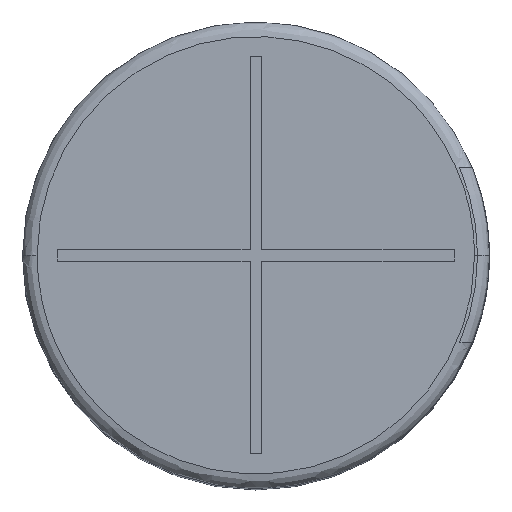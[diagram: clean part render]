
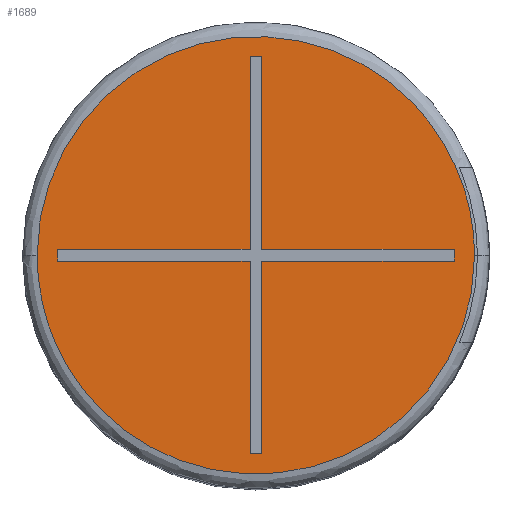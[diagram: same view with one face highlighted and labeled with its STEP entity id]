
A CAD part, top view. The second image highlights one B-rep face of the part: STEP entity #1689.
In plain terms, the highlighted planar face has unit normal (0, 0, 1).
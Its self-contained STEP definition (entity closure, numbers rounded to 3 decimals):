
#41 = EDGE_CURVE ( 'NONE', #3775, #1825, #46, .T. ) ;
#46 = LINE ( 'NONE', #548, #1880 ) ;
#48 = CARTESIAN_POINT ( 'NONE',  ( 7.5, 0., 27.5 ) ) ;
#53 = CARTESIAN_POINT ( 'NONE',  ( 0., 0.2, 27.5 ) ) ;
#146 = VERTEX_POINT ( 'NONE', #1823 ) ;
#148 = EDGE_CURVE ( 'NONE', #146, #681, #1265, .T. ) ;
#150 = DIRECTION ( 'NONE',  ( 1., 0., 0. ) ) ;
#160 = EDGE_LOOP ( 'NONE', ( #2847, #3988 ) ) ;
#233 = CARTESIAN_POINT ( 'NONE',  ( 0., -6.8, 27.5 ) ) ;
#243 = VERTEX_POINT ( 'NONE', #1175 ) ;
#254 = EDGE_CURVE ( 'NONE', #2525, #146, #1654, .T. ) ;
#318 = LINE ( 'NONE', #907, #809 ) ;
#327 = DIRECTION ( 'NONE',  ( 0., 1., 0. ) ) ;
#334 = ORIENTED_EDGE ( 'NONE', *, *, #1241, .F. ) ;
#442 = VECTOR ( 'NONE', #3990, 1000. ) ;
#461 = FACE_OUTER_BOUND ( 'NONE', #160, .T. ) ;
#519 = VECTOR ( 'NONE', #583, 1000. ) ;
#548 = CARTESIAN_POINT ( 'NONE',  ( -0.2, 0., 27.5 ) ) ;
#554 = DIRECTION ( 'NONE',  ( 1., 0., 0. ) ) ;
#583 = DIRECTION ( 'NONE',  ( 0., 1., 0. ) ) ;
#595 = CARTESIAN_POINT ( 'NONE',  ( 0.2, 0., 27.5 ) ) ;
#643 = VERTEX_POINT ( 'NONE', #1341 ) ;
#678 = ORIENTED_EDGE ( 'NONE', *, *, #41, .F. ) ;
#681 = VERTEX_POINT ( 'NONE', #3795 ) ;
#705 = CARTESIAN_POINT ( 'NONE',  ( -6.8, -0.2, 27.5 ) ) ;
#709 = VECTOR ( 'NONE', #3468, 1000. ) ;
#779 = CARTESIAN_POINT ( 'NONE',  ( 0., 6.8, 27.5 ) ) ;
#789 = CARTESIAN_POINT ( 'NONE',  ( 6.8, 0.2, 27.5 ) ) ;
#809 = VECTOR ( 'NONE', #1527, 1000. ) ;
#907 = CARTESIAN_POINT ( 'NONE',  ( -6.8, 0., 27.5 ) ) ;
#984 = CARTESIAN_POINT ( 'NONE',  ( -0.2, 0.2, 27.5 ) ) ;
#1039 = VECTOR ( 'NONE', #2674, 1000. ) ;
#1053 = VERTEX_POINT ( 'NONE', #3757 ) ;
#1109 = CARTESIAN_POINT ( 'NONE',  ( 6.8, -0.2, 27.5 ) ) ;
#1143 = ORIENTED_EDGE ( 'NONE', *, *, #254, .F. ) ;
#1159 = CARTESIAN_POINT ( 'NONE',  ( 0.2, 6.8, 27.5 ) ) ;
#1167 = VERTEX_POINT ( 'NONE', #1109 ) ;
#1171 = EDGE_CURVE ( 'NONE', #1167, #2165, #3719, .T. ) ;
#1175 = CARTESIAN_POINT ( 'NONE',  ( -6.8, 0.2, 27.5 ) ) ;
#1193 = EDGE_LOOP ( 'NONE', ( #1315, #3887, #1143, #3815, #3508, #334, #1405, #678, #2013, #3585, #3478, #2737 ) ) ;
#1241 = EDGE_CURVE ( 'NONE', #243, #1526, #318, .T. ) ;
#1265 = LINE ( 'NONE', #595, #442 ) ;
#1286 = LINE ( 'NONE', #2269, #709 ) ;
#1315 = ORIENTED_EDGE ( 'NONE', *, *, #2944, .F. ) ;
#1341 = CARTESIAN_POINT ( 'NONE',  ( -0.2, -0.2, 27.5 ) ) ;
#1372 = VECTOR ( 'NONE', #3656, 1000. ) ;
#1405 = ORIENTED_EDGE ( 'NONE', *, *, #3488, .F. ) ;
#1462 = EDGE_CURVE ( 'NONE', #2165, #2176, #1286, .T. ) ;
#1463 = DIRECTION ( 'NONE',  ( 0., -1., 0. ) ) ;
#1513 = CARTESIAN_POINT ( 'NONE',  ( 0.2, 0., 27.5 ) ) ;
#1526 = VERTEX_POINT ( 'NONE', #705 ) ;
#1527 = DIRECTION ( 'NONE',  ( 0., -1., 0. ) ) ;
#1538 = CARTESIAN_POINT ( 'NONE',  ( 0., 0., 27.5 ) ) ;
#1543 = CARTESIAN_POINT ( 'NONE',  ( 7.5, -15., 27.5 ) ) ;
#1554 = VECTOR ( 'NONE', #554, 1000. ) ;
#1618 = CARTESIAN_POINT ( 'NONE',  ( -7.5, 0., 27.5 ) ) ;
#1621 = CARTESIAN_POINT ( 'NONE',  ( 0., -0.2, 27.5 ) ) ;
#1654 = LINE ( 'NONE', #233, #1554 ) ;
#1666 = EDGE_CURVE ( 'NONE', #2176, #2887, #3916, .T. ) ;
#1689 = ADVANCED_FACE ( 'NONE', ( #2287, #461 ), #3389, .F. ) ;
#1819 =( BOUNDED_CURVE ( )  B_SPLINE_CURVE ( 3, ( #3379, #1543, #1829, #2132 ),
 .UNSPECIFIED., .F., .T. ) 
 B_SPLINE_CURVE_WITH_KNOTS ( ( 4, 4 ),
 ( 0., 0.5 ),
 .UNSPECIFIED. ) 
 CURVE ( )  GEOMETRIC_REPRESENTATION_ITEM ( )  RATIONAL_B_SPLINE_CURVE ( ( 1., 0.333, 0.333, 1. ) ) 
 REPRESENTATION_ITEM ( '' )  );
#1821 = CARTESIAN_POINT ( 'NONE',  ( 0.2, 0.2, 27.5 ) ) ;
#1823 = CARTESIAN_POINT ( 'NONE',  ( 0.2, -6.8, 27.5 ) ) ;
#1825 = VERTEX_POINT ( 'NONE', #984 ) ;
#1829 = CARTESIAN_POINT ( 'NONE',  ( -7.5, -15., 27.5 ) ) ;
#1857 = VECTOR ( 'NONE', #3328, 1000. ) ;
#1878 = VERTEX_POINT ( 'NONE', #3823 ) ;
#1880 = VECTOR ( 'NONE', #2044, 1000. ) ;
#1971 = EDGE_CURVE ( 'NONE', #2887, #3775, #2683, .T. ) ;
#2013 = ORIENTED_EDGE ( 'NONE', *, *, #1971, .F. ) ;
#2044 = DIRECTION ( 'NONE',  ( 0., -1., 0. ) ) ;
#2132 = CARTESIAN_POINT ( 'NONE',  ( -7.5, 0., 27.5 ) ) ;
#2165 = VERTEX_POINT ( 'NONE', #789 ) ;
#2176 = VERTEX_POINT ( 'NONE', #1821 ) ;
#2181 = DIRECTION ( 'NONE',  ( 0., 0., -1. ) ) ;
#2209 = AXIS2_PLACEMENT_3D ( 'NONE', #1538, #2181, #327 ) ;
#2213 = CARTESIAN_POINT ( 'NONE',  ( 7.5, 15., 27.5 ) ) ;
#2221 = DIRECTION ( 'NONE',  ( -1., 0., 0. ) ) ;
#2269 = CARTESIAN_POINT ( 'NONE',  ( 0., 0.2, 27.5 ) ) ;
#2287 = FACE_BOUND ( 'NONE', #1193, .T. ) ;
#2302 = CARTESIAN_POINT ( 'NONE',  ( -0.2, -6.8, 27.5 ) ) ;
#2312 = CARTESIAN_POINT ( 'NONE',  ( -0.2, 6.8, 27.5 ) ) ;
#2350 = EDGE_CURVE ( 'NONE', #1053, #1878, #3418, .T. ) ;
#2525 = VERTEX_POINT ( 'NONE', #2302 ) ;
#2569 = CARTESIAN_POINT ( 'NONE',  ( -7.5, 15., 27.5 ) ) ;
#2674 = DIRECTION ( 'NONE',  ( -1., 0., 0. ) ) ;
#2683 = LINE ( 'NONE', #779, #1039 ) ;
#2686 = LINE ( 'NONE', #1621, #1372 ) ;
#2737 = ORIENTED_EDGE ( 'NONE', *, *, #1171, .F. ) ;
#2847 = ORIENTED_EDGE ( 'NONE', *, *, #3254, .F. ) ;
#2887 = VERTEX_POINT ( 'NONE', #1159 ) ;
#2944 = EDGE_CURVE ( 'NONE', #681, #1167, #2686, .T. ) ;
#2991 = EDGE_CURVE ( 'NONE', #1526, #643, #3136, .T. ) ;
#3136 = LINE ( 'NONE', #3216, #3714 ) ;
#3149 = EDGE_CURVE ( 'NONE', #643, #2525, #3340, .T. ) ;
#3207 = VECTOR ( 'NONE', #2221, 1000. ) ;
#3216 = CARTESIAN_POINT ( 'NONE',  ( 0., -0.2, 27.5 ) ) ;
#3234 = VECTOR ( 'NONE', #1463, 1000. ) ;
#3254 = EDGE_CURVE ( 'NONE', #1878, #1053, #1819, .T. ) ;
#3328 = DIRECTION ( 'NONE',  ( 0., 1., 0. ) ) ;
#3340 = LINE ( 'NONE', #3906, #3234 ) ;
#3347 = CARTESIAN_POINT ( 'NONE',  ( 6.8, 0., 27.5 ) ) ;
#3379 = CARTESIAN_POINT ( 'NONE',  ( 7.5, 0., 27.5 ) ) ;
#3389 = PLANE ( 'NONE',  #2209 ) ;
#3418 =( BOUNDED_CURVE ( )  B_SPLINE_CURVE ( 3, ( #1618, #2569, #2213, #48 ),
 .UNSPECIFIED., .F., .T. ) 
 B_SPLINE_CURVE_WITH_KNOTS ( ( 4, 4 ),
 ( 0.5, 1. ),
 .UNSPECIFIED. ) 
 CURVE ( )  GEOMETRIC_REPRESENTATION_ITEM ( )  RATIONAL_B_SPLINE_CURVE ( ( 1., 0.333, 0.333, 1. ) ) 
 REPRESENTATION_ITEM ( '' )  );
#3468 = DIRECTION ( 'NONE',  ( -1., 0., 0. ) ) ;
#3478 = ORIENTED_EDGE ( 'NONE', *, *, #1462, .F. ) ;
#3488 = EDGE_CURVE ( 'NONE', #1825, #243, #3637, .T. ) ;
#3508 = ORIENTED_EDGE ( 'NONE', *, *, #2991, .F. ) ;
#3585 = ORIENTED_EDGE ( 'NONE', *, *, #1666, .F. ) ;
#3637 = LINE ( 'NONE', #53, #3207 ) ;
#3656 = DIRECTION ( 'NONE',  ( 1., 0., 0. ) ) ;
#3714 = VECTOR ( 'NONE', #150, 1000. ) ;
#3719 = LINE ( 'NONE', #3347, #1857 ) ;
#3757 = CARTESIAN_POINT ( 'NONE',  ( -7.5, 0., 27.5 ) ) ;
#3775 = VERTEX_POINT ( 'NONE', #2312 ) ;
#3795 = CARTESIAN_POINT ( 'NONE',  ( 0.2, -0.2, 27.5 ) ) ;
#3815 = ORIENTED_EDGE ( 'NONE', *, *, #3149, .F. ) ;
#3823 = CARTESIAN_POINT ( 'NONE',  ( 7.5, 0., 27.5 ) ) ;
#3887 = ORIENTED_EDGE ( 'NONE', *, *, #148, .F. ) ;
#3906 = CARTESIAN_POINT ( 'NONE',  ( -0.2, 0., 27.5 ) ) ;
#3916 = LINE ( 'NONE', #1513, #519 ) ;
#3988 = ORIENTED_EDGE ( 'NONE', *, *, #2350, .F. ) ;
#3990 = DIRECTION ( 'NONE',  ( 0., 1., 0. ) ) ;
